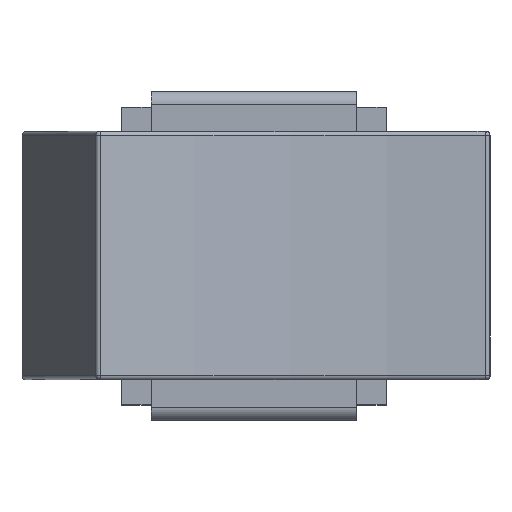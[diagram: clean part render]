
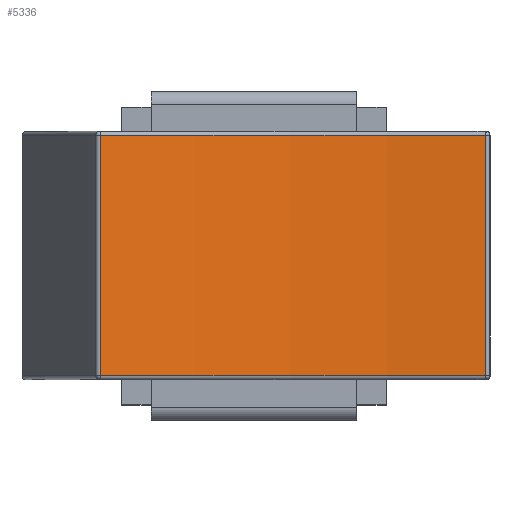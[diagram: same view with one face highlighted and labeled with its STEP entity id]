
A CAD part, top view. The second image highlights one B-rep face of the part: STEP entity #5336.
In plain terms, the highlighted cylindrical face has radius 29.23 mm (diameter 58.461 mm), a partial arc.
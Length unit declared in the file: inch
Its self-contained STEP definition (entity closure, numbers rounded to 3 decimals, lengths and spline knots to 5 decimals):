
#167=CYLINDRICAL_SURFACE('',#5815,1.1508);
#344=CIRCLE('',#5798,1.1508);
#346=CIRCLE('',#5801,1.1508);
#736=FACE_OUTER_BOUND('',#1039,.T.);
#1039=EDGE_LOOP('',(#4658,#4659,#4660,#4661));
#1478=LINE('',#10271,#1945);
#1483=LINE('',#10287,#1950);
#1945=VECTOR('',#7052,0.3937);
#1950=VECTOR('',#7075,0.3937);
#2472=VERTEX_POINT('',#10237);
#2476=VERTEX_POINT('',#10245);
#2480=VERTEX_POINT('',#10254);
#2481=VERTEX_POINT('',#10258);
#3214=EDGE_CURVE('',#2481,#2480,#1478,.T.);
#3216=EDGE_CURVE('',#2476,#2481,#344,.T.);
#3218=EDGE_CURVE('',#2480,#2472,#346,.T.);
#3224=EDGE_CURVE('',#2472,#2476,#1483,.T.);
#4658=ORIENTED_EDGE('',*,*,#3214,.F.);
#4659=ORIENTED_EDGE('',*,*,#3216,.F.);
#4660=ORIENTED_EDGE('',*,*,#3224,.F.);
#4661=ORIENTED_EDGE('',*,*,#3218,.F.);
#5336=ADVANCED_FACE('',(#736),#167,.F.);
#5798=AXIS2_PLACEMENT_3D('',#10274,#7056,#7057);
#5801=AXIS2_PLACEMENT_3D('',#10277,#7062,#7063);
#5815=AXIS2_PLACEMENT_3D('',#10333,#7116,#7117);
#7052=DIRECTION('',(0.,1.,0.));
#7056=DIRECTION('center_axis',(0.,1.,0.));
#7057=DIRECTION('ref_axis',(-0.177,0.,-0.984));
#7062=DIRECTION('center_axis',(0.,-1.,0.));
#7063=DIRECTION('ref_axis',(-0.177,0.,-0.984));
#7075=DIRECTION('',(0.,-1.,0.));
#7116=DIRECTION('center_axis',(0.,-1.,0.));
#7117=DIRECTION('ref_axis',(0.38,0.,0.925));
#10237=CARTESIAN_POINT('',(0.28056,0.14528,0.67095));
#10245=CARTESIAN_POINT('',(0.28056,-0.14528,0.67095));
#10254=CARTESIAN_POINT('',(-0.18512,0.14528,0.75474));
#10258=CARTESIAN_POINT('',(-0.18512,-0.14528,0.75474));
#10271=CARTESIAN_POINT('',(-0.18512,0.,0.75474));
#10274=CARTESIAN_POINT('Origin',(0.24715,-0.14528,1.82126));
#10277=CARTESIAN_POINT('Origin',(0.24715,0.14528,1.82126));
#10287=CARTESIAN_POINT('',(0.28056,0.,0.67095));
#10333=CARTESIAN_POINT('Origin',(0.24715,0.,
1.82126));
